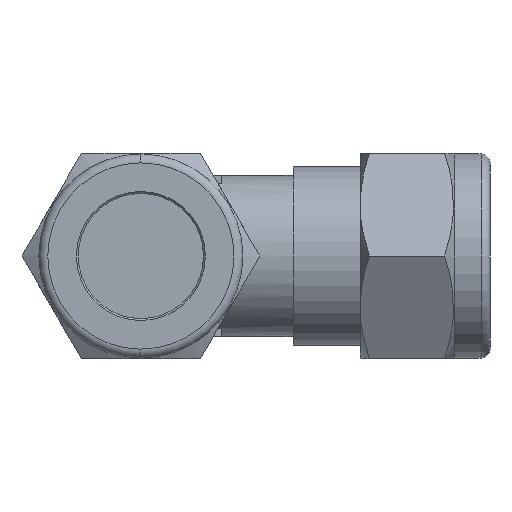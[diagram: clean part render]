
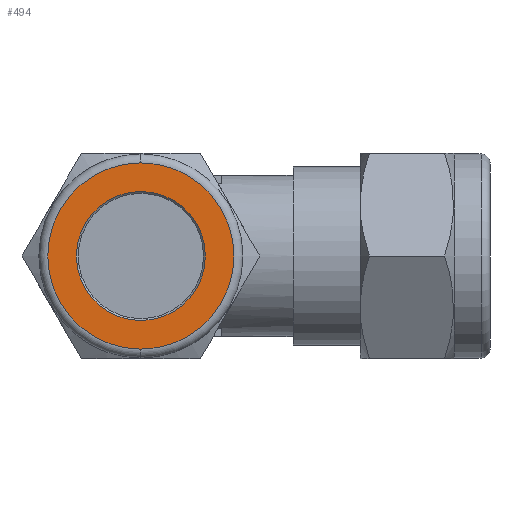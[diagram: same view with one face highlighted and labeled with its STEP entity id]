
A CAD part, left-side view. The second image highlights one B-rep face of the part: STEP entity #494.
In plain terms, the highlighted planar face has unit normal (-1, 0, 0).
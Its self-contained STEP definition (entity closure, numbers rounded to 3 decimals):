
#215 = CARTESIAN_POINT ( 'NONE',  ( -38.5, 31.5, 0. ) ) ;
#218 = EDGE_CURVE ( 'NONE', #1249, #1250, #1329, .T. ) ;
#229 = EDGE_CURVE ( 'NONE', #1260, #1259, #1346, .T. ) ;
#494 = ADVANCED_FACE ( 'NONE', ( #1850, #1852 ), #2567, .T. ) ;
#596 = DIRECTION ( 'NONE',  ( -1., 0., 0. ) ) ;
#726 = EDGE_LOOP ( 'NONE', ( #769, #770 ) ) ;
#731 = EDGE_LOOP ( 'NONE', ( #767, #768 ) ) ;
#767 = ORIENTED_EDGE ( 'NONE', *, *, #218, .T. ) ;
#768 = ORIENTED_EDGE ( 'NONE', *, *, #955, .T. ) ;
#769 = ORIENTED_EDGE ( 'NONE', *, *, #229, .T. ) ;
#770 = ORIENTED_EDGE ( 'NONE', *, *, #956, .T. ) ;
#955 = EDGE_CURVE ( 'NONE', #1250, #1249, #2799, .T. ) ;
#956 = EDGE_CURVE ( 'NONE', #1259, #1260, #2800, .T. ) ;
#1004 = AXIS2_PLACEMENT_3D ( 'NONE', #215, #596, #1411 ) ;
#1010 = AXIS2_PLACEMENT_3D ( 'NONE', #1440, #1441, #1442 ) ;
#1249 = VERTEX_POINT ( 'NONE', #3116 ) ;
#1250 = VERTEX_POINT ( 'NONE', #3121 ) ;
#1259 = VERTEX_POINT ( 'NONE', #3129 ) ;
#1260 = VERTEX_POINT ( 'NONE', #3130 ) ;
#1329 = CIRCLE ( 'NONE', #1004, 10.4 ) ;
#1346 = CIRCLE ( 'NONE', #1010, 7.2 ) ;
#1411 = DIRECTION ( 'NONE',  ( 0., 0., 1. ) ) ;
#1440 = CARTESIAN_POINT ( 'NONE',  ( -38.5, 31.5, 0. ) ) ;
#1441 = DIRECTION ( 'NONE',  ( 1., 0., 0. ) ) ;
#1442 = DIRECTION ( 'NONE',  ( 0., 0., -1. ) ) ;
#1850 = FACE_OUTER_BOUND ( 'NONE', #731, .T. ) ;
#1852 = FACE_BOUND ( 'NONE', #726, .T. ) ;
#2434 = AXIS2_PLACEMENT_3D ( 'NONE', #2565, #2564, #2569 ) ;
#2469 = AXIS2_PLACEMENT_3D ( 'NONE', #2904, #2905, #2906 ) ;
#2470 = AXIS2_PLACEMENT_3D ( 'NONE', #2909, #2910, #2911 ) ;
#2564 = DIRECTION ( 'NONE',  ( -1., 0., 0. ) ) ;
#2565 = CARTESIAN_POINT ( 'NONE',  ( -38.5, 42.9, 0. ) ) ;
#2567 = PLANE ( 'NONE',  #2434 ) ;
#2569 = DIRECTION ( 'NONE',  ( 0., 0., 1. ) ) ;
#2799 = CIRCLE ( 'NONE', #2469, 10.4 ) ;
#2800 = CIRCLE ( 'NONE', #2470, 7.2 ) ;
#2904 = CARTESIAN_POINT ( 'NONE',  ( -38.5, 31.5, 0. ) ) ;
#2905 = DIRECTION ( 'NONE',  ( -1., 0., 0. ) ) ;
#2906 = DIRECTION ( 'NONE',  ( 0., 0., 1. ) ) ;
#2909 = CARTESIAN_POINT ( 'NONE',  ( -38.5, 31.5, 0. ) ) ;
#2910 = DIRECTION ( 'NONE',  ( 1., 0., 0. ) ) ;
#2911 = DIRECTION ( 'NONE',  ( 0., 0., -1. ) ) ;
#3116 = CARTESIAN_POINT ( 'NONE',  ( -38.5, 31.5, 10.4 ) ) ;
#3121 = CARTESIAN_POINT ( 'NONE',  ( -38.5, 31.5, -10.4 ) ) ;
#3129 = CARTESIAN_POINT ( 'NONE',  ( -38.5, 31.5, -7.2 ) ) ;
#3130 = CARTESIAN_POINT ( 'NONE',  ( -38.5, 31.5, 7.2 ) ) ;
